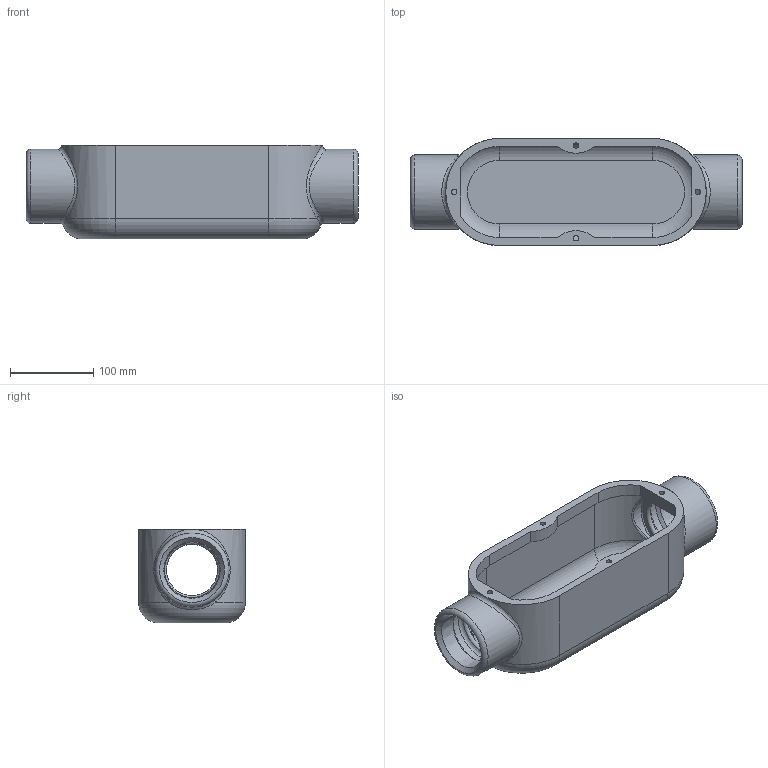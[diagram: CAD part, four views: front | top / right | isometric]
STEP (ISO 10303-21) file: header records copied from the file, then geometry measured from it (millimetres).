
FILE_DESCRIPTION(/* description */ ('FORM 8 C78 AS MACHINED'),/* implementation_level */ '2;1');
FILE_NAME(/* name */ 'KIL_C78.stp',/* time_stamp */ '2019-10-30T20:16:23+06:00',/* author */ ('kr'),/* organization */ (''),/* preprocessor_version */ 'ST-DEVELOPER v16.13',/* originating_system */ 'Autodesk Inventor 2018',/* authorisation */ '');
FILE_SCHEMA (('AUTOMOTIVE_DESIGN { 1 0 10303 214 3 1 1 }'));
Length unit declared in the file: inch
Products named in the file (1): 21712
Bounding box: 398.42 x 128.57 x 112.78 mm (x, y, z)
Volume: 755118.3 mm3; surface area: 273242.3 mm2
Topology: 1 solids, 1 shells, 831 faces, 2218 edges, 1462 vertices
Faces by surface type: plane 460, bspline 301, cylinder 48, torus 12, cone 6, sphere 4
Full cylindrical faces by diameter (mm): 6.401 x4, 10.35 x1, 12.7 x1, 73.304 x2, 88.9 x2
Entity records: 28969 total; most frequent: CARTESIAN_POINT 9437, ORIENTED_EDGE 4380, DIRECTION 2790, EDGE_CURVE 2190, LINE 1452, VECTOR 1452, VERTEX_POINT 1452, EDGE_LOOP 934
